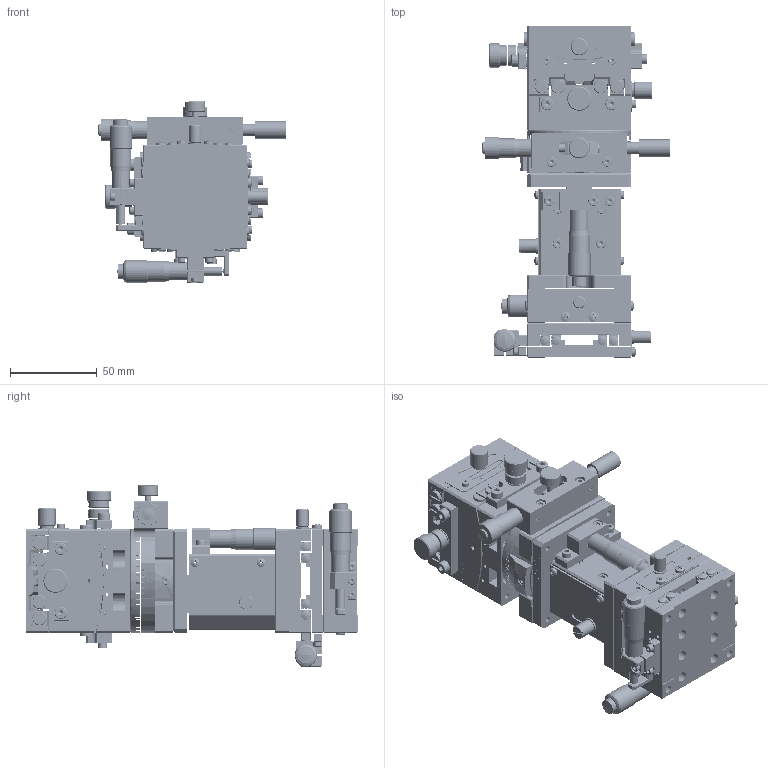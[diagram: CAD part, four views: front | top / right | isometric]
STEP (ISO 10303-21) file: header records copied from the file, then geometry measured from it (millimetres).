
FILE_DESCRIPTION (( 'STEP AP214' ), '1' );
FILE_NAME ('AAK6-60L.STEP', '2020-12-18T09:14:50', ( '' ), ( '' ), 'SwSTEP 2.0', 'SolidWorks 2017', '' );
FILE_SCHEMA (( 'AUTOMOTIVE_DESIGN' ));
Length unit declared in the file: millimetre
Products named in the file (1): AAK6-60L
Bounding box: 108.57 x 191.5 x 104.52 mm (x, y, z)
Surface area: 224115 mm2 (no closed solid volume)
Topology: 0 solids, 280 shells, 5050 faces, 18631 edges, 12918 vertices
Faces by surface type: plane 3144, cylinder 1093, cone 487, torus 250, bspline 42, sphere 34
Entity records: 257716 total; most frequent: CARTESIAN_POINT 44808, DIRECTION 33318, ORIENTED_EDGE 29195, EDGE_CURVE 18357, VERTEX_POINT 12912, LINE 12120, VECTOR 12120, AXIS2_PLACEMENT_3D 10599
